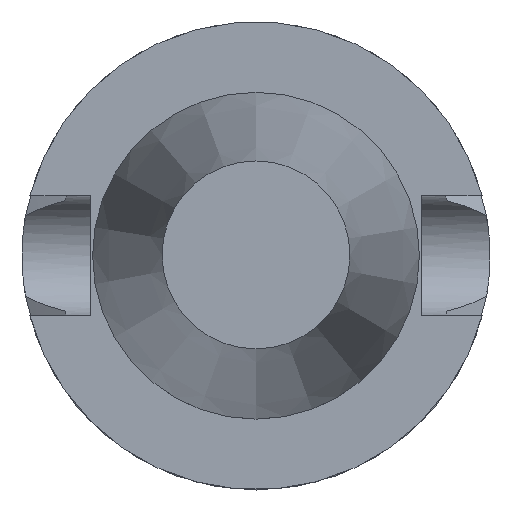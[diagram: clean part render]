
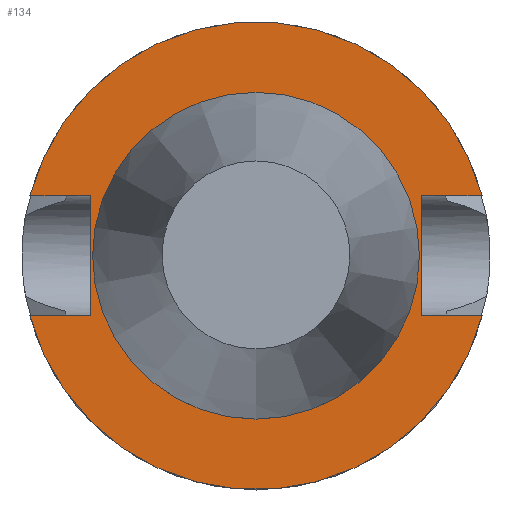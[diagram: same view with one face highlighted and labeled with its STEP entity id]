
A CAD part, top view. The second image highlights one B-rep face of the part: STEP entity #134.
In plain terms, the highlighted planar face has unit normal (0, 0, 1).
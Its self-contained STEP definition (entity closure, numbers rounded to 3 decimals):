
#125=EDGE_CURVE('240[2]',#358,#359,#360,.T.);
#134=ADVANCED_FACE('240[2]',(#374,#375),#376,.T.);
#153=EDGE_CURVE('240[2]',#404,#358,#405,.T.);
#169=EDGE_CURVE('240[2]',#430,#430,#431,.T.);
#211=EDGE_CURVE('240[2]',#492,#401,#493,.T.);
#235=EDGE_CURVE('240[2]',#460,#370,#524,.T.);
#241=EDGE_CURVE('240[2]',#404,#370,#531,.T.);
#263=EDGE_CURVE('240[2]',#359,#401,#557,.T.);
#311=EDGE_CURVE('240[2]',#492,#484,#619,.T.);
#320=EDGE_CURVE('240[2]',#484,#460,#630,.T.);
#358=VERTEX_POINT('',#673);
#359=VERTEX_POINT('',#674);
#360=LINE('',#675,#676);
#370=VERTEX_POINT('',#771);
#374=FACE_OUTER_BOUND('',#777,.T.);
#375=FACE_BOUND('',#778,.T.);
#376=PLANE('',#779);
#401=VERTEX_POINT('',#821);
#404=VERTEX_POINT('',#826);
#405=LINE('',#827,#828);
#430=VERTEX_POINT('',#888);
#431=CIRCLE('',#889,34.925);
#460=VERTEX_POINT('',#930);
#484=VERTEX_POINT('',#970);
#492=VERTEX_POINT('',#981);
#493=CIRCLE('',#982,50.0);
#524=LINE('',#1034,#1035);
#531=CIRCLE('',#1110,50.0);
#557=LINE('',#1208,#1209);
#619=LINE('',#1304,#1305);
#630=LINE('',#1321,#1322);
#673=CARTESIAN_POINT('',(35.4,-12.85,-1.5));
#674=CARTESIAN_POINT('',(35.4,12.85,-1.5));
#675=CARTESIAN_POINT('',(35.4,21.231,-1.5));
#676=VECTOR('',#1344,1.0);
#771=CARTESIAN_POINT('',(-48.321,-12.85,-1.5));
#777=EDGE_LOOP('',(#1347,#1348,#1349,#1350,#1351,#1352,#1353,#1354));
#778=EDGE_LOOP('',(#1355));
#779=AXIS2_PLACEMENT_3D('',#1356,#1357,#1358);
#821=CARTESIAN_POINT('',(48.321,12.85,-1.5));
#826=CARTESIAN_POINT('',(48.321,-12.85,-1.5));
#827=CARTESIAN_POINT('',(17.7,-12.85,-1.5));
#828=VECTOR('',#1390,1.0);
#888=CARTESIAN_POINT('',(0.,34.925,-1.5));
#889=AXIS2_PLACEMENT_3D('',#1412,#1413,#1414);
#930=CARTESIAN_POINT('',(-35.4,-12.85,-1.5));
#970=CARTESIAN_POINT('',(-35.4,12.85,-1.5));
#981=CARTESIAN_POINT('',(-48.321,12.85,-1.5));
#982=AXIS2_PLACEMENT_3D('',#1489,#1490,#1491);
#1034=CARTESIAN_POINT('',(-17.7,-12.85,-1.5));
#1035=VECTOR('',#1526,1.0);
#1110=AXIS2_PLACEMENT_3D('',#1530,#1531,#1532);
#1208=CARTESIAN_POINT('',(17.7,12.85,-1.5));
#1209=VECTOR('',#1553,1.0);
#1304=CARTESIAN_POINT('',(-17.7,12.85,-1.5));
#1305=VECTOR('',#1631,1.0);
#1321=CARTESIAN_POINT('',(-35.4,14.806,-1.5));
#1322=VECTOR('',#1648,1.0);
#1344=DIRECTION('',(-0.0,1.0,0.));
#1347=ORIENTED_EDGE('',*,*,#235,.T.);
#1348=ORIENTED_EDGE('',*,*,#241,.F.);
#1349=ORIENTED_EDGE('',*,*,#153,.T.);
#1350=ORIENTED_EDGE('',*,*,#125,.T.);
#1351=ORIENTED_EDGE('',*,*,#263,.T.);
#1352=ORIENTED_EDGE('',*,*,#211,.F.);
#1353=ORIENTED_EDGE('',*,*,#311,.T.);
#1354=ORIENTED_EDGE('',*,*,#320,.T.);
#1355=ORIENTED_EDGE('',*,*,#169,.T.);
#1356=CARTESIAN_POINT('',(0.,42.463,-1.5));
#1357=DIRECTION('',(0.,0.,1.0));
#1358=DIRECTION('',(1.0,0.,0.0));
#1390=DIRECTION('',(-1.0,0.0,0.));
#1412=CARTESIAN_POINT('',(0.,0.,-1.5));
#1413=DIRECTION('',(0.,0.,-1.0));
#1414=DIRECTION('',(0.,1.0,0.));
#1489=CARTESIAN_POINT('',(0.,0.,-1.5));
#1490=DIRECTION('',(0.,0.,-1.0));
#1491=DIRECTION('',(0.,1.0,0.));
#1526=DIRECTION('',(-1.0,0.0,0.));
#1530=CARTESIAN_POINT('',(0.,0.,-1.5));
#1531=DIRECTION('',(0.,0.,-1.0));
#1532=DIRECTION('',(0.,1.0,0.));
#1553=DIRECTION('',(1.0,0.0,0.));
#1631=DIRECTION('',(1.0,0.0,0.));
#1648=DIRECTION('',(-0.0,-1.0,0.));
